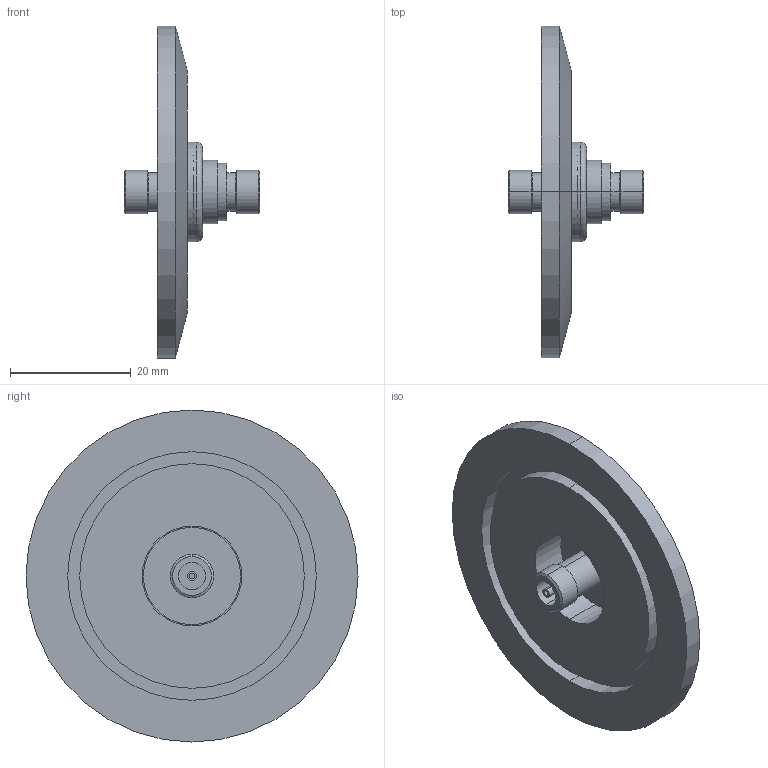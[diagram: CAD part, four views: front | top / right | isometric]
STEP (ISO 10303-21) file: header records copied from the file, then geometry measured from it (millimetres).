
FILE_DESCRIPTION (( 'STEP AP214' ), '1' );
FILE_NAME ('242-SMAD50-K40.STEP', '2023-04-03T14:14:57', ( '' ), ( '' ), 'SwSTEP 2.0', 'SolidWorks 2017', '' );
FILE_SCHEMA (( 'AUTOMOTIVE_DESIGN' ));
Length unit declared in the file: millimetre
Products named in the file (3): 242-SMAD50; 242-SMAD50-K40; 9431-K40-16.5_DN40 KF
Assembly tree (2 placements, depth 2):
  242-SMAD50-K40
    9431-K40-16.5_DN40 KF
    242-SMAD50
Bounding box: 22.5 x 55 x 55 mm (x, y, z)
Volume: 10240.3 mm3; surface area: 7483.9 mm2
Topology: 2 solids, 2 shells, 65 faces, 128 edges, 80 vertices
Faces by surface type: cylinder 36, plane 17, cone 10, torus 2
Entity records: 1810 total; most frequent: DIRECTION 350, CARTESIAN_POINT 278, ORIENTED_EDGE 256, AXIS2_PLACEMENT_3D 152, EDGE_CURVE 128, CIRCLE 82, VERTEX_POINT 80, EDGE_LOOP 80
